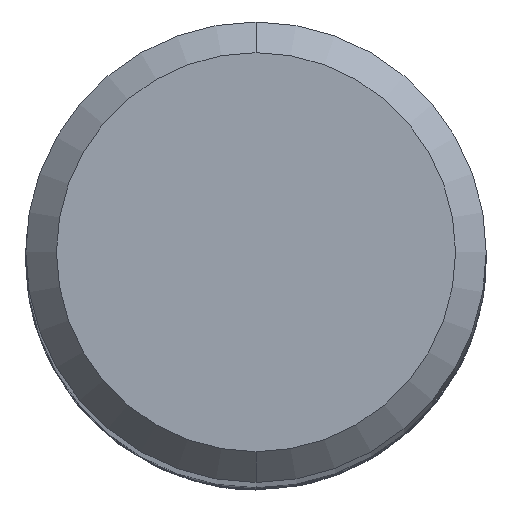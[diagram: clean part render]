
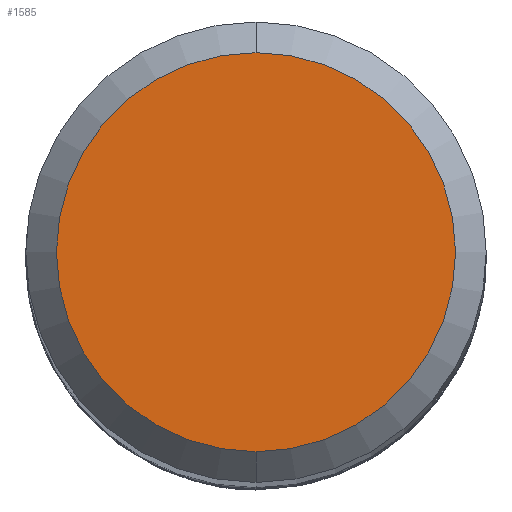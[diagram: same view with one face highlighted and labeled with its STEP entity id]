
A CAD part, top view. The second image highlights one B-rep face of the part: STEP entity #1585.
In plain terms, the highlighted planar face has unit normal (0, 0, 1).
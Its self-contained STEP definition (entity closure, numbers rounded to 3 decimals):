
#1047=VERTEX_POINT('',#2505);
#1091=VERTEX_POINT('',#2552);
#1585=ADVANCED_FACE('',(#3098),#3099,.T.);
#1781=EDGE_CURVE('',#1091,#1047,#3309,.T.);
#2037=EDGE_CURVE('',#1047,#1091,#3590,.T.);
#2505=CARTESIAN_POINT('',(0.0,2.6,0.0));
#2552=CARTESIAN_POINT('',(0.,-2.6,0.0));
#3098=FACE_OUTER_BOUND('',#12919,.T.);
#3099=PLANE('',#12920);
#3309=CIRCLE('',#14318,2.6);
#3590=CIRCLE('',#16977,2.6);
#12919=EDGE_LOOP('',(#18910,#18911));
#12920=AXIS2_PLACEMENT_3D('',#18912,#18913,#18914);
#14318=AXIS2_PLACEMENT_3D('',#19092,#19093,#19094);
#16977=AXIS2_PLACEMENT_3D('',#19405,#19406,#19407);
#18910=ORIENTED_EDGE('',*,*,#2037,.F.);
#18911=ORIENTED_EDGE('',*,*,#1781,.F.);
#18912=CARTESIAN_POINT('',(0.0,1.3,0.0));
#18913=DIRECTION('',(-0.0,0.0,1.0));
#18914=DIRECTION('',(0.0,-1.0,0.0));
#19092=CARTESIAN_POINT('',(0.0,0.0,0.0));
#19093=DIRECTION('',(0.0,0.0,-1.0));
#19094=DIRECTION('',(0.0,1.0,0.0));
#19405=CARTESIAN_POINT('',(0.0,0.0,0.0));
#19406=DIRECTION('',(0.0,0.0,-1.0));
#19407=DIRECTION('',(0.0,1.0,0.0));
